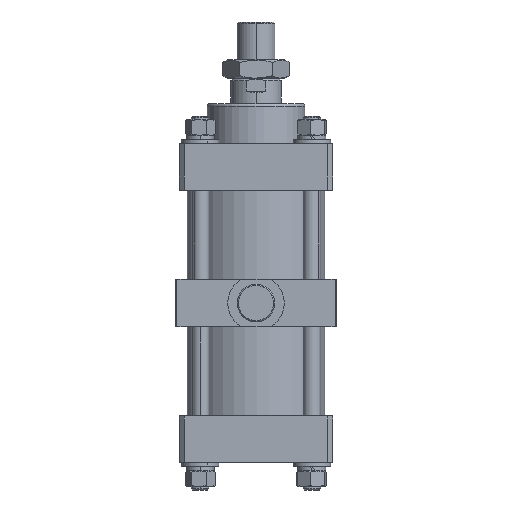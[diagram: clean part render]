
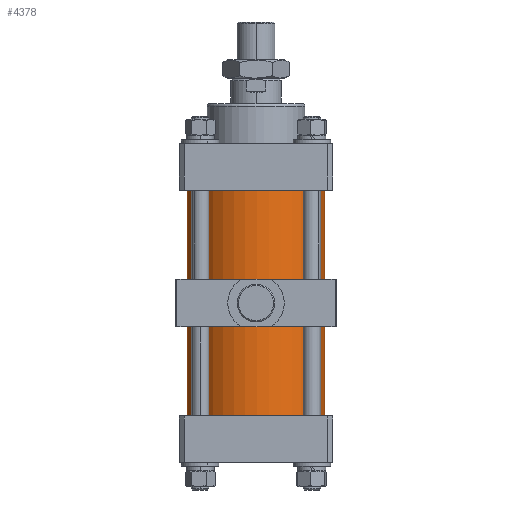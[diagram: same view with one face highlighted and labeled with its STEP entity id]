
A CAD part, front view. The second image highlights one B-rep face of the part: STEP entity #4378.
In plain terms, the highlighted cylindrical face has radius 55 mm (diameter 110 mm), a partial arc.
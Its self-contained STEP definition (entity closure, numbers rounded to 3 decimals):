
#510 = AXIS2_PLACEMENT_3D ( 'NONE', #6901, #6902, #6903 ) ;
#512 = AXIS2_PLACEMENT_3D ( 'NONE', #6895, #6896, #6897 ) ;
#652 = AXIS2_PLACEMENT_3D ( 'NONE', #2646, #2645, #2642 ) ;
#2642 = DIRECTION ( 'NONE',  ( -1., 0., 0. ) ) ;
#2645 = DIRECTION ( 'NONE',  ( 0., 0., -1. ) ) ;
#2646 = CARTESIAN_POINT ( 'NONE',  ( 0., 0., 180. ) ) ;
#4378 = ADVANCED_FACE ( 'NONE', ( #4711 ), #4780, .T. ) ;
#4426 = VECTOR ( 'NONE', #6915, 1000. ) ;
#4429 = LINE ( 'NONE', #6914, #4426 ) ;
#4432 = VECTOR ( 'NONE', #6909, 1000. ) ;
#4435 = LINE ( 'NONE', #6908, #4432 ) ;
#4439 = CIRCLE ( 'NONE', #510, 55. ) ;
#4443 = CIRCLE ( 'NONE', #512, 55. ) ;
#4711 = FACE_OUTER_BOUND ( 'NONE', #5861, .T. ) ;
#4780 = CYLINDRICAL_SURFACE ( 'NONE', #652, 55. ) ;
#5861 = EDGE_LOOP ( 'NONE', ( #7197, #7198, #7199, #7200 ) ) ;
#6226 = EDGE_CURVE ( 'NONE', #9112, #9113, #4443, .T. ) ;
#6228 = EDGE_CURVE ( 'NONE', #9117, #9115, #4439, .T. ) ;
#6231 = EDGE_CURVE ( 'NONE', #9117, #9112, #4435, .T. ) ;
#6234 = EDGE_CURVE ( 'NONE', #9115, #9113, #4429, .T. ) ;
#6895 = CARTESIAN_POINT ( 'NONE',  ( 0., 0., 0. ) ) ;
#6896 = DIRECTION ( 'NONE',  ( 0., 0., 1. ) ) ;
#6897 = DIRECTION ( 'NONE',  ( 1., 0., 0. ) ) ;
#6901 = CARTESIAN_POINT ( 'NONE',  ( 0., 0., 180. ) ) ;
#6902 = DIRECTION ( 'NONE',  ( 0., 0., 1. ) ) ;
#6903 = DIRECTION ( 'NONE',  ( 1., 0., 0. ) ) ;
#6908 = CARTESIAN_POINT ( 'NONE',  ( -55., 0., 180. ) ) ;
#6909 = DIRECTION ( 'NONE',  ( 0., 0., -1. ) ) ;
#6914 = CARTESIAN_POINT ( 'NONE',  ( 55., 0., 180. ) ) ;
#6915 = DIRECTION ( 'NONE',  ( 0., 0., -1. ) ) ;
#7197 = ORIENTED_EDGE ( 'NONE', *, *, #6234, .F. ) ;
#7198 = ORIENTED_EDGE ( 'NONE', *, *, #6228, .F. ) ;
#7199 = ORIENTED_EDGE ( 'NONE', *, *, #6231, .T. ) ;
#7200 = ORIENTED_EDGE ( 'NONE', *, *, #6226, .T. ) ;
#7855 = CARTESIAN_POINT ( 'NONE',  ( -55., 0., 0. ) ) ;
#7856 = CARTESIAN_POINT ( 'NONE',  ( 55., 0., 0. ) ) ;
#7858 = CARTESIAN_POINT ( 'NONE',  ( 55., 0., 180. ) ) ;
#7860 = CARTESIAN_POINT ( 'NONE',  ( -55., 0., 180. ) ) ;
#9112 = VERTEX_POINT ( 'NONE', #7855 ) ;
#9113 = VERTEX_POINT ( 'NONE', #7856 ) ;
#9115 = VERTEX_POINT ( 'NONE', #7858 ) ;
#9117 = VERTEX_POINT ( 'NONE', #7860 ) ;
